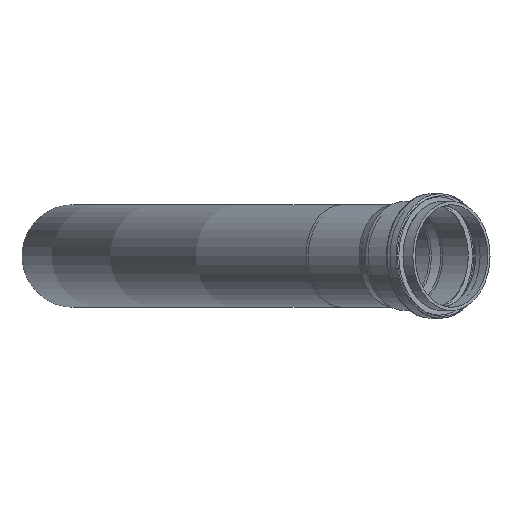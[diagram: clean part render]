
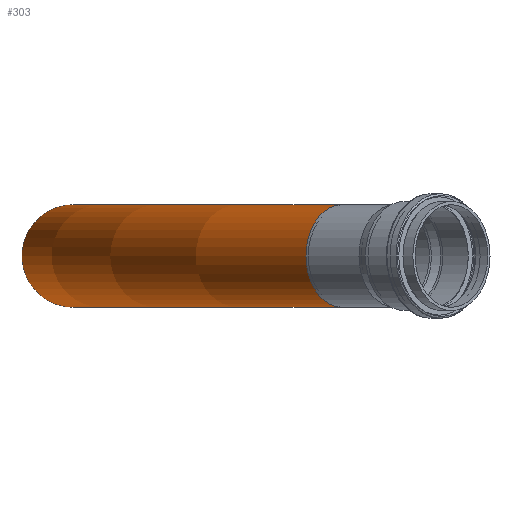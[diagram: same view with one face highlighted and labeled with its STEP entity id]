
A CAD part, left-side view. The second image highlights one B-rep face of the part: STEP entity #303.
In plain terms, the highlighted toroidal (fillet/blend) face has major radius 500 mm and minor radius 27.5 mm.
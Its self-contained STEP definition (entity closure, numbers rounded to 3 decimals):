
#67=FACE_OUTER_BOUND('',#90,.T.);
#90=EDGE_LOOP('',(#218,#219,#220,#221));
#121=CIRCLE('',#353,27.5);
#122=CIRCLE('',#354,472.5);
#123=CIRCLE('',#355,27.5);
#149=VERTEX_POINT('',#527);
#150=VERTEX_POINT('',#529);
#175=EDGE_CURVE('',#149,#149,#121,.T.);
#176=EDGE_CURVE('',#149,#150,#122,.T.);
#177=EDGE_CURVE('',#150,#150,#123,.T.);
#218=ORIENTED_EDGE('',*,*,#175,.F.);
#219=ORIENTED_EDGE('',*,*,#176,.T.);
#220=ORIENTED_EDGE('',*,*,#177,.T.);
#221=ORIENTED_EDGE('',*,*,#176,.F.);
#299=TOROIDAL_SURFACE('',#352,500.,27.5);
#303=ADVANCED_FACE('',(#67),#299,.T.);
#352=AXIS2_PLACEMENT_3D('',#526,#410,#411);
#353=AXIS2_PLACEMENT_3D('',#528,#412,#413);
#354=AXIS2_PLACEMENT_3D('',#530,#414,#415);
#355=AXIS2_PLACEMENT_3D('',#531,#416,#417);
#410=DIRECTION('center_axis',(0.,0.,-1.));
#411=DIRECTION('ref_axis',(-1.,0.,0.));
#412=DIRECTION('center_axis',(0.707,-0.707,0.));
#413=DIRECTION('ref_axis',(0.707,0.707,0.));
#414=DIRECTION('center_axis',(0.,0.,1.));
#415=DIRECTION('ref_axis',(-1.,0.,0.));
#416=DIRECTION('center_axis',(0.707,0.707,0.));
#417=DIRECTION('ref_axis',(0.707,-0.707,0.));
#526=CARTESIAN_POINT('Origin',(0.,0.,
0.));
#527=CARTESIAN_POINT('',(334.108,334.108,0.));
#528=CARTESIAN_POINT('Origin',(353.553,353.553,0.));
#529=CARTESIAN_POINT('',(-334.108,334.108,0.));
#530=CARTESIAN_POINT('Origin',(0.,0.,
0.));
#531=CARTESIAN_POINT('Origin',(-353.553,353.553,0.));
